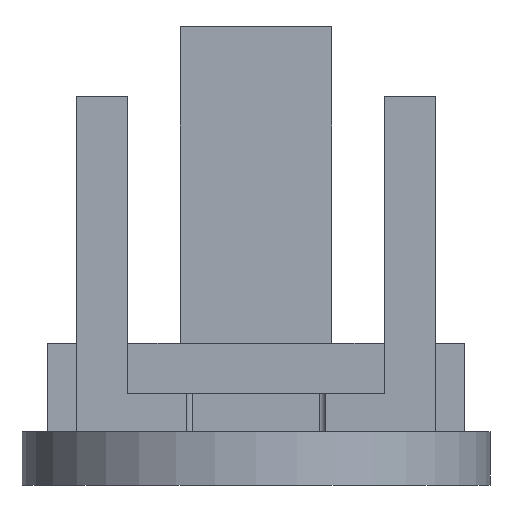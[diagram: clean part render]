
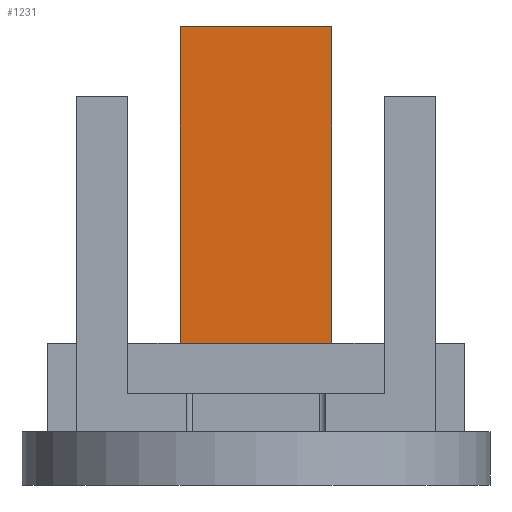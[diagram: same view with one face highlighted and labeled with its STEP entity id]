
A CAD part, front view. The second image highlights one B-rep face of the part: STEP entity #1231.
In plain terms, the highlighted planar face has unit normal (0, -1, 0).
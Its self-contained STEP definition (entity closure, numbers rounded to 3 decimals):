
#27=PLANE('',#1316);
#81=FACE_OUTER_BOUND('',#144,.T.);
#144=EDGE_LOOP('',(#868,#869,#870,#871));
#219=LINE('',#1756,#374);
#220=LINE('',#1758,#375);
#221=LINE('',#1760,#376);
#222=LINE('',#1761,#377);
#374=VECTOR('',#1425,10.);
#375=VECTOR('',#1426,10.);
#376=VECTOR('',#1427,10.);
#377=VECTOR('',#1428,10.);
#559=VERTEX_POINT('',#1754);
#560=VERTEX_POINT('',#1755);
#561=VERTEX_POINT('',#1757);
#562=VERTEX_POINT('',#1759);
#683=EDGE_CURVE('',#559,#560,#219,.T.);
#684=EDGE_CURVE('',#560,#561,#220,.T.);
#685=EDGE_CURVE('',#562,#561,#221,.T.);
#686=EDGE_CURVE('',#559,#562,#222,.T.);
#868=ORIENTED_EDGE('',*,*,#683,.T.);
#869=ORIENTED_EDGE('',*,*,#684,.T.);
#870=ORIENTED_EDGE('',*,*,#685,.F.);
#871=ORIENTED_EDGE('',*,*,#686,.F.);
#1231=ADVANCED_FACE('',(#81),#27,.T.);
#1316=AXIS2_PLACEMENT_3D('',#1753,#1423,#1424);
#1423=DIRECTION('center_axis',(0.,-1.,0.));
#1424=DIRECTION('ref_axis',(1.,0.,0.));
#1425=DIRECTION('',(1.,0.,0.));
#1426=DIRECTION('',(0.,0.,1.));
#1427=DIRECTION('',(1.,0.,0.));
#1428=DIRECTION('',(0.,0.,1.));
#1753=CARTESIAN_POINT('Origin',(-6.633,441.217,-18.783));
#1754=CARTESIAN_POINT('',(-6.633,441.217,-18.783));
#1755=CARTESIAN_POINT('',(5.367,441.217,-18.783));
#1756=CARTESIAN_POINT('',(-6.633,441.217,-18.783));
#1757=CARTESIAN_POINT('',(5.367,441.217,6.217));
#1758=CARTESIAN_POINT('',(5.367,441.217,-18.783));
#1759=CARTESIAN_POINT('',(-6.633,441.217,6.217));
#1760=CARTESIAN_POINT('',(-6.633,441.217,6.217));
#1761=CARTESIAN_POINT('',(-6.633,441.217,-18.783));
